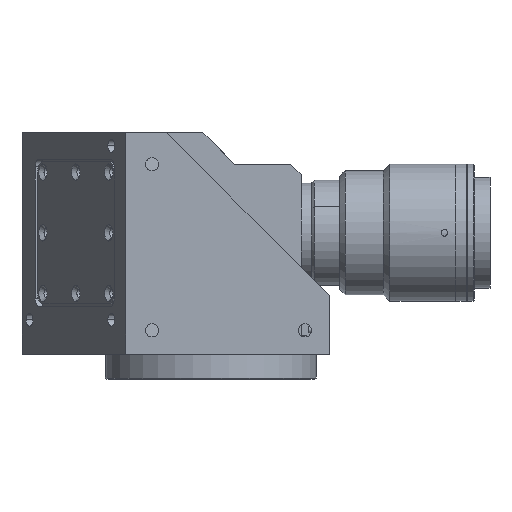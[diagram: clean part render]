
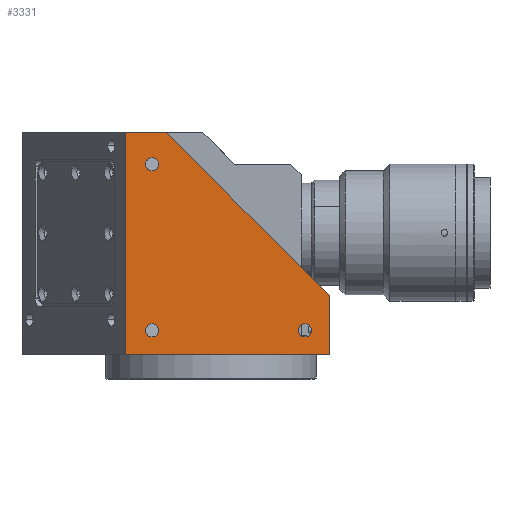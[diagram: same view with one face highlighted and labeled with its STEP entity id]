
A CAD part, front view. The second image highlights one B-rep face of the part: STEP entity #3331.
In plain terms, the highlighted planar face has unit normal (0, -1, 0).
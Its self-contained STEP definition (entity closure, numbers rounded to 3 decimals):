
#89 = VERTEX_POINT ( 'NONE', #7029 ) ;
#144 = ORIENTED_EDGE ( 'NONE', *, *, #2808, .F. ) ;
#171 = CARTESIAN_POINT ( 'NONE',  ( -22.304, -44., 236.855 ) ) ;
#464 = AXIS2_PLACEMENT_3D ( 'NONE', #11259, #11248, #11245 ) ;
#482 = AXIS2_PLACEMENT_3D ( 'NONE', #11215, #11200, #11190 ) ;
#664 = VERTEX_POINT ( 'NONE', #171 ) ;
#693 = EDGE_CURVE ( 'NONE', #8788, #11818, #9298, .T. ) ;
#724 = VERTEX_POINT ( 'NONE', #1509 ) ;
#928 = VERTEX_POINT ( 'NONE', #11788 ) ;
#1109 = EDGE_CURVE ( 'NONE', #89, #928, #9807, .T. ) ;
#1207 = ORIENTED_EDGE ( 'NONE', *, *, #2925, .T. ) ;
#1243 = EDGE_CURVE ( 'NONE', #10356, #664, #2197, .T. ) ;
#1509 = CARTESIAN_POINT ( 'NONE',  ( 45., -44., 167.355 ) ) ;
#1846 = CARTESIAN_POINT ( 'NONE',  ( 35.696, -44., 173.855 ) ) ;
#1881 = EDGE_CURVE ( 'NONE', #11504, #8845, #5264, .T. ) ;
#2120 = CARTESIAN_POINT ( 'NONE',  ( -32.304, -44., 167.355 ) ) ;
#2197 = CIRCLE ( 'NONE', #9644, 2.5 ) ;
#2467 = CARTESIAN_POINT ( 'NONE',  ( -16.787, -44., 251.355 ) ) ;
#2728 = CARTESIAN_POINT ( 'NONE',  ( -22.304, -44., 241.855 ) ) ;
#2734 = FACE_BOUND ( 'NONE', #6787, .T. ) ;
#2750 = FACE_OUTER_BOUND ( 'NONE', #6230, .T. ) ;
#2808 = EDGE_CURVE ( 'NONE', #8845, #10818, #11314, .T. ) ;
#2816 = FACE_BOUND ( 'NONE', #3044, .T. ) ;
#2852 = FACE_BOUND ( 'NONE', #10332, .T. ) ;
#2855 = EDGE_CURVE ( 'NONE', #11818, #8788, #10725, .T. ) ;
#2857 = EDGE_CURVE ( 'NONE', #664, #10356, #10711, .T. ) ;
#2887 = EDGE_CURVE ( 'NONE', #10818, #7958, #10357, .T. ) ;
#2925 = EDGE_CURVE ( 'NONE', #11504, #724, #9663, .T. ) ;
#2960 = EDGE_CURVE ( 'NONE', #724, #7958, #9058, .T. ) ;
#2976 = EDGE_CURVE ( 'NONE', #928, #89, #8828, .T. ) ;
#3044 = EDGE_LOOP ( 'NONE', ( #3865, #10963 ) ) ;
#3331 = ADVANCED_FACE ( 'NONE', ( #2734, #2816, #2852, #2750 ), #4440, .T. ) ;
#3838 = ORIENTED_EDGE ( 'NONE', *, *, #2976, .F. ) ;
#3865 = ORIENTED_EDGE ( 'NONE', *, *, #2855, .F. ) ;
#3871 = CARTESIAN_POINT ( 'NONE',  ( -32.304, -44., 251.355 ) ) ;
#3873 = CARTESIAN_POINT ( 'NONE',  ( 35.696, -44., 178.855 ) ) ;
#3921 = ORIENTED_EDGE ( 'NONE', *, *, #1109, .F. ) ;
#4218 = CARTESIAN_POINT ( 'NONE',  ( 45., -44., 189.568 ) ) ;
#4295 = DIRECTION ( 'NONE',  ( 1., 0., 0. ) ) ;
#4299 = DIRECTION ( 'NONE',  ( 0., -1., 0. ) ) ;
#4314 = CARTESIAN_POINT ( 'NONE',  ( 45., -44., 157.355 ) ) ;
#4398 = ORIENTED_EDGE ( 'NONE', *, *, #2857, .F. ) ;
#4440 = PLANE ( 'NONE',  #11056 ) ;
#4621 = ORIENTED_EDGE ( 'NONE', *, *, #1243, .F. ) ;
#4707 = ORIENTED_EDGE ( 'NONE', *, *, #2887, .F. ) ;
#5264 = LINE ( 'NONE', #11413, #12549 ) ;
#6038 = ORIENTED_EDGE ( 'NONE', *, *, #1881, .F. ) ;
#6230 = EDGE_LOOP ( 'NONE', ( #4707, #144, #6038, #1207, #11730 ) ) ;
#6787 = EDGE_LOOP ( 'NONE', ( #4398, #4621 ) ) ;
#6908 = DIRECTION ( 'NONE',  ( 0., 0., -1. ) ) ;
#6920 = DIRECTION ( 'NONE',  ( 0., -1., 0. ) ) ;
#6934 = CARTESIAN_POINT ( 'NONE',  ( -22.304, -44., 239.355 ) ) ;
#7029 = CARTESIAN_POINT ( 'NONE',  ( -22.304, -44., 178.855 ) ) ;
#7958 = VERTEX_POINT ( 'NONE', #4218 ) ;
#8788 = VERTEX_POINT ( 'NONE', #3873 ) ;
#8828 = CIRCLE ( 'NONE', #12706, 2.5 ) ;
#8845 = VERTEX_POINT ( 'NONE', #3871 ) ;
#9058 = LINE ( 'NONE', #9476, #9081 ) ;
#9081 = VECTOR ( 'NONE', #9463, 1000. ) ;
#9128 = DIRECTION ( 'NONE',  ( 0., 0., -1. ) ) ;
#9136 = DIRECTION ( 'NONE',  ( 0., 0., -1. ) ) ;
#9139 = DIRECTION ( 'NONE',  ( 0., -1., 0. ) ) ;
#9152 = DIRECTION ( 'NONE',  ( 0., -1., 0. ) ) ;
#9158 = CARTESIAN_POINT ( 'NONE',  ( -22.304, -44., 176.355 ) ) ;
#9168 = CARTESIAN_POINT ( 'NONE',  ( -22.304, -44., 176.355 ) ) ;
#9298 = CIRCLE ( 'NONE', #12304, 2.5 ) ;
#9463 = DIRECTION ( 'NONE',  ( 0., 0., 1. ) ) ;
#9476 = CARTESIAN_POINT ( 'NONE',  ( 45., -44., 157.355 ) ) ;
#9616 = VECTOR ( 'NONE', #10216, 1000. ) ;
#9644 = AXIS2_PLACEMENT_3D ( 'NONE', #6934, #6920, #6908 ) ;
#9663 = LINE ( 'NONE', #10255, #9616 ) ;
#9807 = CIRCLE ( 'NONE', #10415, 2.5 ) ;
#10191 = DIRECTION ( 'NONE',  ( 0., 0., -1. ) ) ;
#10216 = DIRECTION ( 'NONE',  ( 1., 0., 0. ) ) ;
#10224 = DIRECTION ( 'NONE',  ( 0., -1., 0. ) ) ;
#10255 = CARTESIAN_POINT ( 'NONE',  ( 45., -44., 167.355 ) ) ;
#10308 = CARTESIAN_POINT ( 'NONE',  ( 35.696, -44., 176.355 ) ) ;
#10332 = EDGE_LOOP ( 'NONE', ( #3838, #3921 ) ) ;
#10356 = VERTEX_POINT ( 'NONE', #2728 ) ;
#10357 = LINE ( 'NONE', #10899, #10373 ) ;
#10373 = VECTOR ( 'NONE', #10841, 1000. ) ;
#10415 = AXIS2_PLACEMENT_3D ( 'NONE', #9158, #9139, #9128 ) ;
#10711 = CIRCLE ( 'NONE', #482, 2.5 ) ;
#10725 = CIRCLE ( 'NONE', #464, 2.5 ) ;
#10818 = VERTEX_POINT ( 'NONE', #2467 ) ;
#10841 = DIRECTION ( 'NONE',  ( 0.707, 0., -0.707 ) ) ;
#10899 = CARTESIAN_POINT ( 'NONE',  ( -16.787, -44., 251.355 ) ) ;
#10963 = ORIENTED_EDGE ( 'NONE', *, *, #693, .F. ) ;
#11056 = AXIS2_PLACEMENT_3D ( 'NONE', #4314, #4299, #4295 ) ;
#11190 = DIRECTION ( 'NONE',  ( 0., 0., -1. ) ) ;
#11200 = DIRECTION ( 'NONE',  ( 0., -1., 0. ) ) ;
#11215 = CARTESIAN_POINT ( 'NONE',  ( -22.304, -44., 239.355 ) ) ;
#11245 = DIRECTION ( 'NONE',  ( 0., 0., -1. ) ) ;
#11248 = DIRECTION ( 'NONE',  ( 0., -1., 0. ) ) ;
#11259 = CARTESIAN_POINT ( 'NONE',  ( 35.696, -44., 176.355 ) ) ;
#11314 = LINE ( 'NONE', #11786, #11335 ) ;
#11335 = VECTOR ( 'NONE', #11769, 1000. ) ;
#11413 = CARTESIAN_POINT ( 'NONE',  ( -32.304, -44., 157.355 ) ) ;
#11504 = VERTEX_POINT ( 'NONE', #2120 ) ;
#11522 = DIRECTION ( 'NONE',  ( 0., 0., 1. ) ) ;
#11730 = ORIENTED_EDGE ( 'NONE', *, *, #2960, .T. ) ;
#11769 = DIRECTION ( 'NONE',  ( 1., 0., 0. ) ) ;
#11786 = CARTESIAN_POINT ( 'NONE',  ( 45., -44., 251.355 ) ) ;
#11788 = CARTESIAN_POINT ( 'NONE',  ( -22.304, -44., 173.855 ) ) ;
#11818 = VERTEX_POINT ( 'NONE', #1846 ) ;
#12304 = AXIS2_PLACEMENT_3D ( 'NONE', #10308, #10224, #10191 ) ;
#12549 = VECTOR ( 'NONE', #11522, 1000. ) ;
#12706 = AXIS2_PLACEMENT_3D ( 'NONE', #9168, #9152, #9136 ) ;
